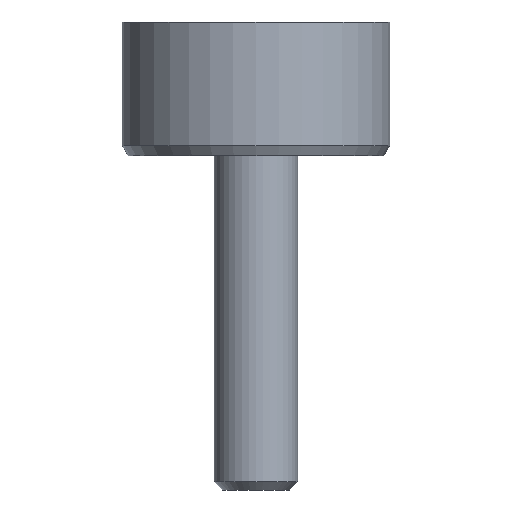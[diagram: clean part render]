
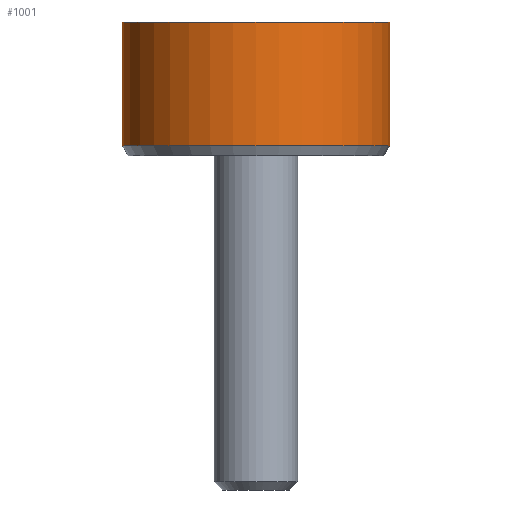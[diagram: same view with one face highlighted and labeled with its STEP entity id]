
A CAD part, front view. The second image highlights one B-rep face of the part: STEP entity #1001.
In plain terms, the highlighted cylindrical face has radius 4 mm (diameter 8 mm), a full revolution.
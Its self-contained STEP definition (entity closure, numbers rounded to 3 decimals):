
#16=CYLINDRICAL_SURFACE('',#1070,4.);
#31=CIRCLE('',#1069,4.);
#32=CIRCLE('',#1071,4.);
#123=FACE_OUTER_BOUND('',#180,.T.);
#180=EDGE_LOOP('',(#878,#879,#880,#881));
#265=LINE('',#1972,#344);
#344=VECTOR('',#1244,4.);
#489=VERTEX_POINT('',#1966);
#490=VERTEX_POINT('',#1970);
#633=EDGE_CURVE('',#489,#489,#31,.T.);
#634=EDGE_CURVE('',#490,#490,#32,.T.);
#635=EDGE_CURVE('',#490,#489,#265,.T.);
#878=ORIENTED_EDGE('',*,*,#634,.T.);
#879=ORIENTED_EDGE('',*,*,#635,.T.);
#880=ORIENTED_EDGE('',*,*,#633,.F.);
#881=ORIENTED_EDGE('',*,*,#635,.F.);
#1001=ADVANCED_FACE('',(#123),#16,.T.);
#1069=AXIS2_PLACEMENT_3D('',#1968,#1238,#1239);
#1070=AXIS2_PLACEMENT_3D('',#1969,#1240,#1241);
#1071=AXIS2_PLACEMENT_3D('',#1971,#1242,#1243);
#1238=DIRECTION('center_axis',(0.,0.,-1.));
#1239=DIRECTION('ref_axis',(-1.,0.,0.));
#1240=DIRECTION('center_axis',(0.,0.,1.));
#1241=DIRECTION('ref_axis',(-1.,0.,0.));
#1242=DIRECTION('center_axis',(0.,0.,-1.));
#1243=DIRECTION('ref_axis',(-1.,0.,0.));
#1244=DIRECTION('',(0.,0.,-1.));
#1966=CARTESIAN_POINT('',(4.,0.,0.3));
#1968=CARTESIAN_POINT('Origin',(0.,0.,0.3));
#1969=CARTESIAN_POINT('Origin',(0.,0.,0.));
#1970=CARTESIAN_POINT('',(4.,0.,4.));
#1971=CARTESIAN_POINT('Origin',(0.,0.,4.));
#1972=CARTESIAN_POINT('',(4.,0.,0.));
